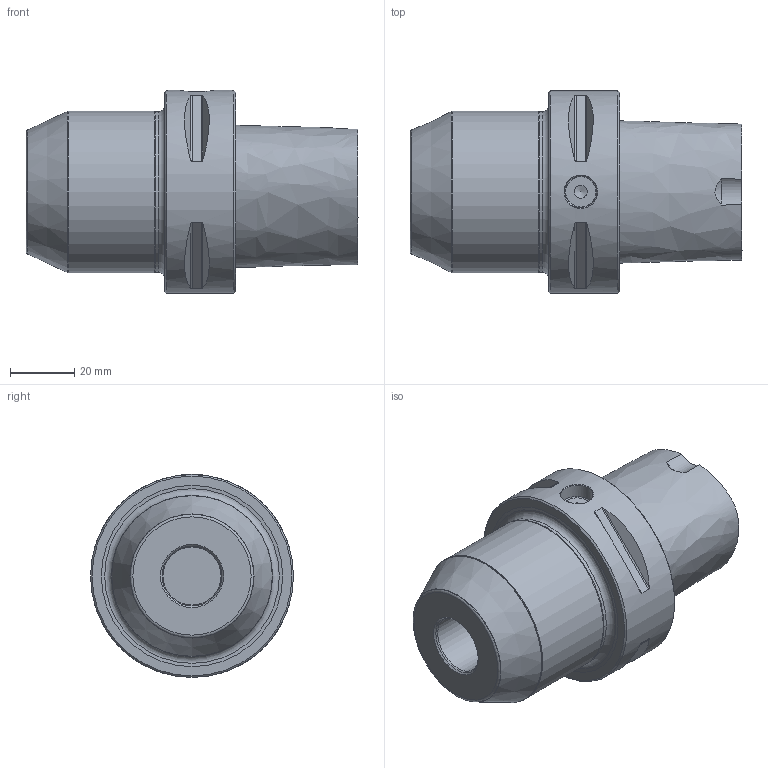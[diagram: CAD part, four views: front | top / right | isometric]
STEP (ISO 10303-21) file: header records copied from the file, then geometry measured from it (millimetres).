
FILE_DESCRIPTION(/* description */ (''),/* implementation_level */ '2;1');
FILE_NAME(/* name */ 'AC6-EM-18-065.stp',/* time_stamp */ '2024-12-13T09:11:38+03:00',/* author */ (''),/* organization */ (''),/* preprocessor_version */ 'ST-DEVELOPER v19.4',/* originating_system */ 'SIEMENS PLM Software NX2306.9102',/* authorisation */ '');
FILE_SCHEMA (('AUTOMOTIVE_DESIGN { 1 0 10303 214 3 1 1 1 }'));
Length unit declared in the file: millimetre
Products named in the file (1): AC6-EM-18-065-Light STEP-Dxf_objects
Bounding box: 103 x 63 x 63 mm (x, y, z)
Volume: 187494.7 mm3; surface area: 24483 mm2
Topology: 1 solids, 1 shells, 54 faces, 117 edges, 72 vertices
Faces by surface type: plane 18, cylinder 16, cone 13, torus 5, bspline 2
Full cylindrical faces by diameter (mm): 4 x1, 10 x1, 18 x1, 18.5 x1, 49.8 x1, 50 x1, 63 x1
Entity records: 2065 total; most frequent: CARTESIAN_POINT 1012, DIRECTION 206, ORIENTED_EDGE 168, AXIS2_PLACEMENT_3D 91, EDGE_LOOP 88, EDGE_CURVE 84, VERTEX_POINT 67, FACE_BOUND 65
